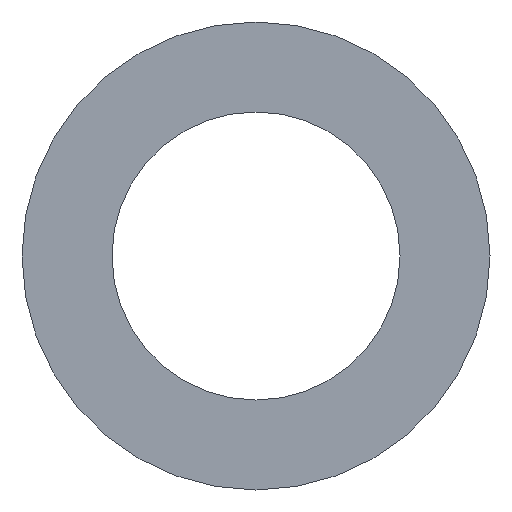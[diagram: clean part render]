
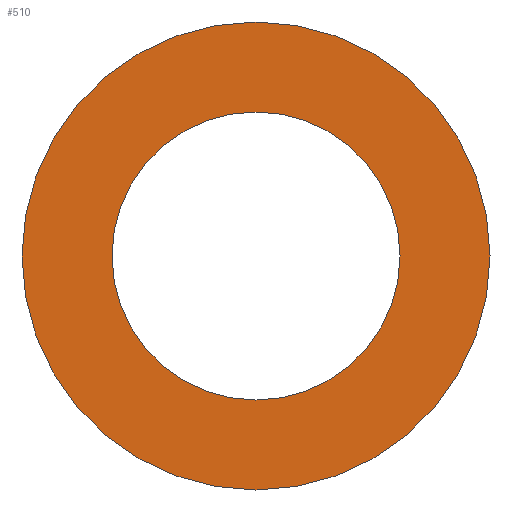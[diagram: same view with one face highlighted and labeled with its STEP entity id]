
A CAD part, front view. The second image highlights one B-rep face of the part: STEP entity #510.
In plain terms, the highlighted planar face has unit normal (0, -1, 0).
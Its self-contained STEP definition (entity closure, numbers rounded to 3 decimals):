
#26=FACE_BOUND('',#127,.T.);
#46=PLANE('',#606);
#80=FACE_OUTER_BOUND('',#126,.T.);
#126=EDGE_LOOP('',(#441));
#127=EDGE_LOOP('',(#442));
#154=CIRCLE('',#576,8.);
#169=CIRCLE('',#605,13.);
#238=VERTEX_POINT('',#866);
#253=VERTEX_POINT('',#918);
#292=EDGE_CURVE('',#238,#238,#154,.T.);
#315=EDGE_CURVE('',#253,#253,#169,.T.);
#441=ORIENTED_EDGE('',*,*,#315,.T.);
#442=ORIENTED_EDGE('',*,*,#292,.F.);
#510=ADVANCED_FACE('',(#80,#26),#46,.T.);
#576=AXIS2_PLACEMENT_3D('',#867,#711,#712);
#605=AXIS2_PLACEMENT_3D('',#919,#777,#778);
#606=AXIS2_PLACEMENT_3D('',#921,#780,#781);
#711=DIRECTION('center_axis',(0.,-1.,0.));
#712=DIRECTION('ref_axis',(-1.,0.,0.));
#777=DIRECTION('center_axis',(0.,-1.,0.));
#778=DIRECTION('ref_axis',(-1.,0.,0.));
#780=DIRECTION('center_axis',(0.,-1.,0.));
#781=DIRECTION('ref_axis',(0.,0.,1.));
#866=CARTESIAN_POINT('',(8.,-18.,0.));
#867=CARTESIAN_POINT('Origin',(0.,-18.,0.));
#918=CARTESIAN_POINT('',(13.,-18.,0.));
#919=CARTESIAN_POINT('Origin',(0.,-18.,0.));
#921=CARTESIAN_POINT('Origin',(-10.5,-18.,0.));
